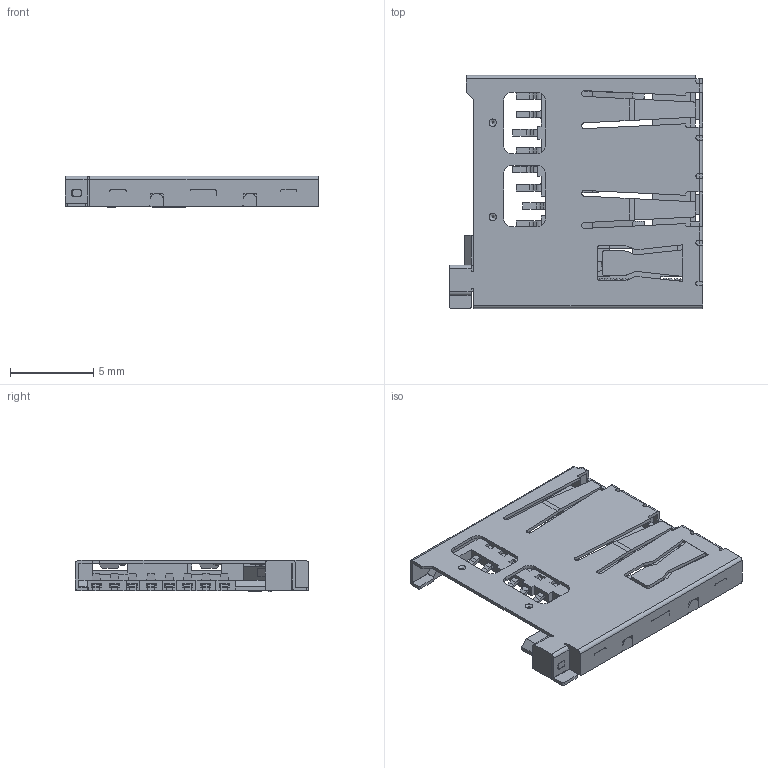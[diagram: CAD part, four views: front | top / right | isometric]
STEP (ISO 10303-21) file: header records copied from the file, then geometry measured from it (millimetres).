
FILE_DESCRIPTION(/* description */ (''),/* implementation_level */ '2;1');
FILE_NAME(/* name */ 'Wurth - WR-CRD 693071010811.step',/* time_stamp */ '2020-04-02T12:38:41+01:00',/* author */ (''),/* organization */ (''),/* preprocessor_version */ 'ST-DEVELOPER v18',/* originating_system */ 'Autodesk Translation Framework v8.12.0.6',/* authorisation */ '');
FILE_SCHEMA (('AUTOMOTIVE_DESIGN { 1 0 10303 214 3 1 1 }'));
Length unit declared in the file: millimetre
Products named in the file (1): Wurth - WR-CRD 693071010811
Bounding box: 15.2 x 14 x 1.9 mm (x, y, z)
Volume: 131.7 mm3; surface area: 905.5 mm2
Topology: 1 solids, 1 shells, 887 faces, 2568 edges, 1676 vertices
Faces by surface type: plane 606, cylinder 256, bspline 21, torus 4
Full cylindrical faces by diameter (mm): 0.3 x1, 0.75 x2
Entity records: 34289 total; most frequent: CARTESIAN_POINT 10470, ORIENTED_EDGE 5132, DIRECTION 4666, EDGE_CURVE 2566, LINE 1916, VECTOR 1916, VERTEX_POINT 1676, AXIS2_PLACEMENT_3D 1375
